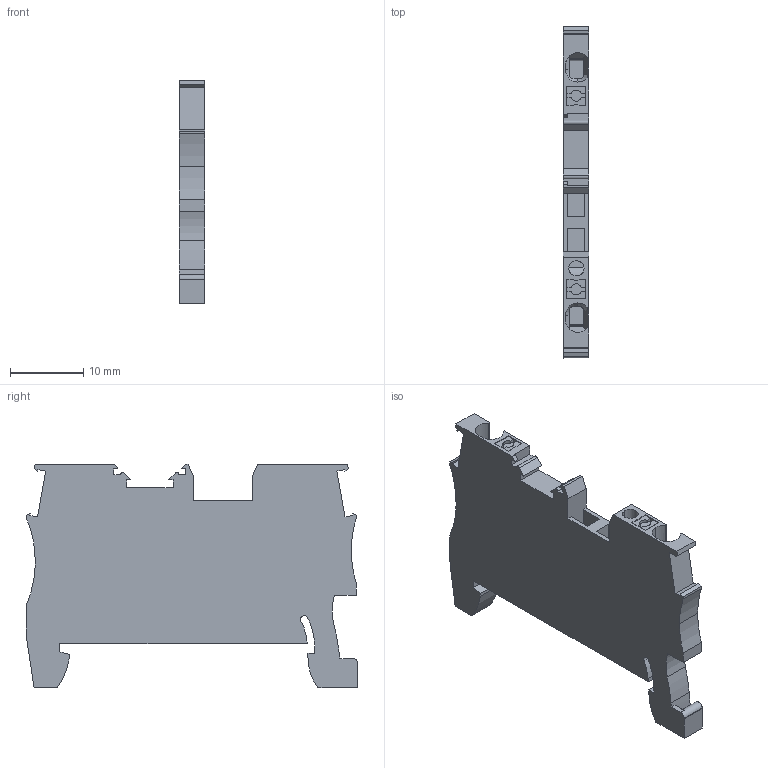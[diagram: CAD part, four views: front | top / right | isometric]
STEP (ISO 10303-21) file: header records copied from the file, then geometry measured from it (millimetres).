
FILE_DESCRIPTION(/* description */ ('Alibre Inc.'),/* implementation_level */ '2;1');
FILE_NAME(/* name */ 'export-C55C3DB1-3B2C-4AE4-9C7B-FD7DE14FA56E',/* time_stamp */ '2020-01-23T14:46:20+01:00',/* author */ (''),/* organization */ (''),/* preprocessor_version */ 'ST-DEVELOPER v17',/* originating_system */ 'Alibre',/* authorisation */ '');
FILE_SCHEMA (('AUTOMOTIVE_DESIGN'));
Length unit declared in the file: millimetre
Bounding box: 3.5 x 45.2 x 30.5 mm (x, y, z)
Volume: 3262.8 mm3; surface area: 3203.7 mm2
Topology: 1 solids, 1 shells, 188 faces, 542 edges, 359 vertices
Faces by surface type: plane 140, cylinder 44, cone 4
Entity records: 6838 total; most frequent: CARTESIAN_POINT 1848, ORIENTED_EDGE 1084, DIRECTION 799, EDGE_CURVE 542, VECTOR 429, LINE 429, VERTEX_POINT 359, AXIS2_PLACEMENT_3D 255
